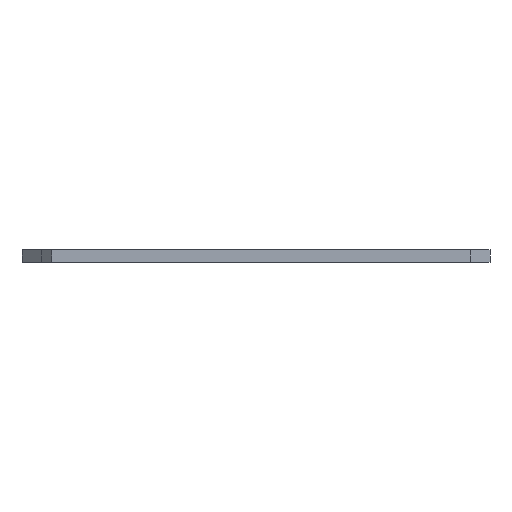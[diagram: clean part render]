
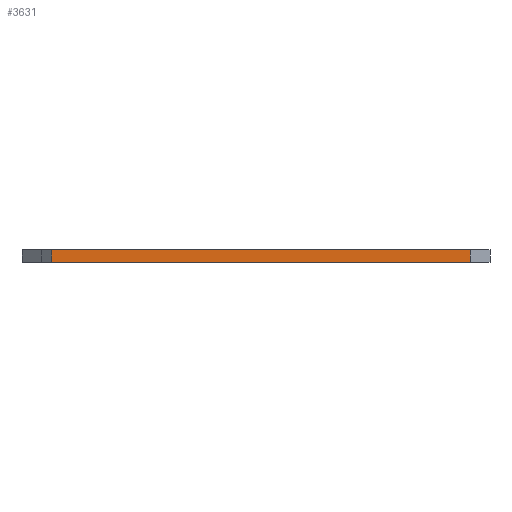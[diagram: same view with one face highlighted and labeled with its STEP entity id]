
A CAD part, front view. The second image highlights one B-rep face of the part: STEP entity #3631.
In plain terms, the highlighted planar face has unit normal (0, -1, 0).
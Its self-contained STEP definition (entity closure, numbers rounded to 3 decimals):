
#83 = PLANE('',#84);
#84 = AXIS2_PLACEMENT_3D('',#85,#86,#87);
#85 = CARTESIAN_POINT('',(148.772,-104.863,1.6));
#86 = DIRECTION('',(0.,0.,1.));
#87 = DIRECTION('',(1.,0.,-0.));
#137 = PLANE('',#138);
#138 = AXIS2_PLACEMENT_3D('',#139,#140,#141);
#139 = CARTESIAN_POINT('',(148.772,-104.863,0.));
#140 = DIRECTION('',(0.,0.,1.));
#141 = DIRECTION('',(1.,0.,-0.));
#358 = VERTEX_POINT('',#359);
#359 = CARTESIAN_POINT('',(122.466,-131.674,0.));
#373 = PLANE('',#374);
#374 = AXIS2_PLACEMENT_3D('',#375,#376,#377);
#375 = CARTESIAN_POINT('',(121.196,-130.404,0.));
#376 = DIRECTION('',(0.707,0.707,-0.));
#377 = DIRECTION('',(0.707,-0.707,0.));
#385 = EDGE_CURVE('',#358,#386,#388,.T.);
#386 = VERTEX_POINT('',#387);
#387 = CARTESIAN_POINT('',(175.806,-131.674,0.));
#388 = SURFACE_CURVE('',#389,(#393,#400),.PCURVE_S1.);
#389 = LINE('',#390,#391);
#390 = CARTESIAN_POINT('',(122.466,-131.674,0.));
#391 = VECTOR('',#392,1.);
#392 = DIRECTION('',(1.,0.,0.));
#393 = PCURVE('',#137,#394);
#394 = DEFINITIONAL_REPRESENTATION('',(#395),#399);
#395 = LINE('',#396,#397);
#396 = CARTESIAN_POINT('',(-26.306,-26.811));
#397 = VECTOR('',#398,1.);
#398 = DIRECTION('',(1.,0.));
#399 = ( GEOMETRIC_REPRESENTATION_CONTEXT(2) 
PARAMETRIC_REPRESENTATION_CONTEXT() REPRESENTATION_CONTEXT('2D SPACE',''
  ) );
#400 = PCURVE('',#401,#406);
#401 = PLANE('',#402);
#402 = AXIS2_PLACEMENT_3D('',#403,#404,#405);
#403 = CARTESIAN_POINT('',(122.466,-131.674,0.));
#404 = DIRECTION('',(0.,1.,0.));
#405 = DIRECTION('',(1.,0.,0.));
#406 = DEFINITIONAL_REPRESENTATION('',(#407),#411);
#407 = LINE('',#408,#409);
#408 = CARTESIAN_POINT('',(0.,0.));
#409 = VECTOR('',#410,1.);
#410 = DIRECTION('',(1.,0.));
#411 = ( GEOMETRIC_REPRESENTATION_CONTEXT(2) 
PARAMETRIC_REPRESENTATION_CONTEXT() REPRESENTATION_CONTEXT('2D SPACE',''
  ) );
#429 = PLANE('',#430);
#430 = AXIS2_PLACEMENT_3D('',#431,#432,#433);
#431 = CARTESIAN_POINT('',(175.806,-131.674,0.));
#432 = DIRECTION('',(-0.707,0.707,0.));
#433 = DIRECTION('',(0.707,0.707,0.));
#2059 = VERTEX_POINT('',#2060);
#2060 = CARTESIAN_POINT('',(122.466,-131.674,1.6));
#2081 = EDGE_CURVE('',#2059,#2082,#2084,.T.);
#2082 = VERTEX_POINT('',#2083);
#2083 = CARTESIAN_POINT('',(175.806,-131.674,1.6));
#2084 = SURFACE_CURVE('',#2085,(#2089,#2096),.PCURVE_S1.);
#2085 = LINE('',#2086,#2087);
#2086 = CARTESIAN_POINT('',(122.466,-131.674,1.6));
#2087 = VECTOR('',#2088,1.);
#2088 = DIRECTION('',(1.,0.,0.));
#2089 = PCURVE('',#83,#2090);
#2090 = DEFINITIONAL_REPRESENTATION('',(#2091),#2095);
#2091 = LINE('',#2092,#2093);
#2092 = CARTESIAN_POINT('',(-26.306,-26.811));
#2093 = VECTOR('',#2094,1.);
#2094 = DIRECTION('',(1.,0.));
#2095 = ( GEOMETRIC_REPRESENTATION_CONTEXT(2) 
PARAMETRIC_REPRESENTATION_CONTEXT() REPRESENTATION_CONTEXT('2D SPACE',''
  ) );
#2096 = PCURVE('',#401,#2097);
#2097 = DEFINITIONAL_REPRESENTATION('',(#2098),#2102);
#2098 = LINE('',#2099,#2100);
#2099 = CARTESIAN_POINT('',(0.,-1.6));
#2100 = VECTOR('',#2101,1.);
#2101 = DIRECTION('',(1.,0.));
#2102 = ( GEOMETRIC_REPRESENTATION_CONTEXT(2) 
PARAMETRIC_REPRESENTATION_CONTEXT() REPRESENTATION_CONTEXT('2D SPACE',''
  ) );
#3583 = EDGE_CURVE('',#358,#2059,#3584,.T.);
#3584 = SURFACE_CURVE('',#3585,(#3589,#3596),.PCURVE_S1.);
#3585 = LINE('',#3586,#3587);
#3586 = CARTESIAN_POINT('',(122.466,-131.674,0.));
#3587 = VECTOR('',#3588,1.);
#3588 = DIRECTION('',(0.,0.,1.));
#3589 = PCURVE('',#373,#3590);
#3590 = DEFINITIONAL_REPRESENTATION('',(#3591),#3595);
#3591 = LINE('',#3592,#3593);
#3592 = CARTESIAN_POINT('',(1.796,0.));
#3593 = VECTOR('',#3594,1.);
#3594 = DIRECTION('',(0.,-1.));
#3595 = ( GEOMETRIC_REPRESENTATION_CONTEXT(2) 
PARAMETRIC_REPRESENTATION_CONTEXT() REPRESENTATION_CONTEXT('2D SPACE',''
  ) );
#3596 = PCURVE('',#401,#3597);
#3597 = DEFINITIONAL_REPRESENTATION('',(#3598),#3602);
#3598 = LINE('',#3599,#3600);
#3599 = CARTESIAN_POINT('',(0.,0.));
#3600 = VECTOR('',#3601,1.);
#3601 = DIRECTION('',(0.,-1.));
#3602 = ( GEOMETRIC_REPRESENTATION_CONTEXT(2) 
PARAMETRIC_REPRESENTATION_CONTEXT() REPRESENTATION_CONTEXT('2D SPACE',''
  ) );
#3608 = EDGE_CURVE('',#386,#2082,#3609,.T.);
#3609 = SURFACE_CURVE('',#3610,(#3614,#3621),.PCURVE_S1.);
#3610 = LINE('',#3611,#3612);
#3611 = CARTESIAN_POINT('',(175.806,-131.674,0.));
#3612 = VECTOR('',#3613,1.);
#3613 = DIRECTION('',(0.,0.,1.));
#3614 = PCURVE('',#429,#3615);
#3615 = DEFINITIONAL_REPRESENTATION('',(#3616),#3620);
#3616 = LINE('',#3617,#3618);
#3617 = CARTESIAN_POINT('',(0.,0.));
#3618 = VECTOR('',#3619,1.);
#3619 = DIRECTION('',(0.,-1.));
#3620 = ( GEOMETRIC_REPRESENTATION_CONTEXT(2) 
PARAMETRIC_REPRESENTATION_CONTEXT() REPRESENTATION_CONTEXT('2D SPACE',''
  ) );
#3621 = PCURVE('',#401,#3622);
#3622 = DEFINITIONAL_REPRESENTATION('',(#3623),#3627);
#3623 = LINE('',#3624,#3625);
#3624 = CARTESIAN_POINT('',(53.34,0.));
#3625 = VECTOR('',#3626,1.);
#3626 = DIRECTION('',(0.,-1.));
#3627 = ( GEOMETRIC_REPRESENTATION_CONTEXT(2) 
PARAMETRIC_REPRESENTATION_CONTEXT() REPRESENTATION_CONTEXT('2D SPACE',''
  ) );
#3631 = ADVANCED_FACE('',(#3632),#401,.F.);
#3632 = FACE_BOUND('',#3633,.F.);
#3633 = EDGE_LOOP('',(#3634,#3635,#3636,#3637));
#3634 = ORIENTED_EDGE('',*,*,#3583,.T.);
#3635 = ORIENTED_EDGE('',*,*,#2081,.T.);
#3636 = ORIENTED_EDGE('',*,*,#3608,.F.);
#3637 = ORIENTED_EDGE('',*,*,#385,.F.);
